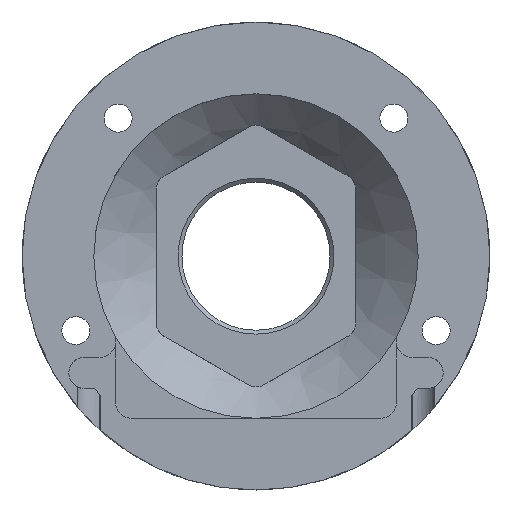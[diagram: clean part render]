
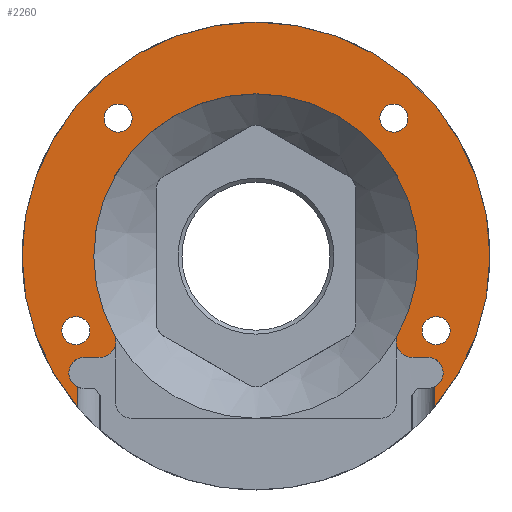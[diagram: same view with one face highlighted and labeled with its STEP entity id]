
A CAD part, top view. The second image highlights one B-rep face of the part: STEP entity #2260.
In plain terms, the highlighted planar face has unit normal (0, 0, 1).
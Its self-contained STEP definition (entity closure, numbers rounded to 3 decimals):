
#88=CARTESIAN_POINT('',(-10.,-12.055,-4.755));
#89=VERTEX_POINT('',#88);
#90=CARTESIAN_POINT('',(-9.,-11.055,-4.755));
#91=VERTEX_POINT('',#90);
#92=CARTESIAN_POINT('',(-10.,-11.055,-4.755));
#93=DIRECTION('',(0.,0.,1.));
#94=DIRECTION('',(0.,-1.,0.));
#95=AXIS2_PLACEMENT_3D('',#92,#93,#94);
#96=CIRCLE('',#95,1.);
#97=EDGE_CURVE('',#89,#91,#96,.T.);
#130=CARTESIAN_POINT('',(9.,-11.055,-4.755));
#131=VERTEX_POINT('',#130);
#132=CARTESIAN_POINT('',(10.,-12.055,-4.755));
#133=VERTEX_POINT('',#132);
#134=CARTESIAN_POINT('',(10.,-11.055,-4.755));
#135=DIRECTION('',(0.,0.,1.));
#136=DIRECTION('',(0.,-1.,0.));
#137=AXIS2_PLACEMENT_3D('',#134,#135,#136);
#138=CIRCLE('',#137,1.);
#139=EDGE_CURVE('',#131,#133,#138,.T.);
#195=CARTESIAN_POINT('',(-11.464,-13.941,-4.755));
#196=VERTEX_POINT('',#195);
#210=CARTESIAN_POINT('',(-11.464,-15.228,-4.755));
#211=VERTEX_POINT('',#210);
#212=CARTESIAN_POINT('',(-11.464,-13.941,-4.755));
#213=DIRECTION('',(0.,-1.,0.));
#214=VECTOR('',#213,1.288);
#215=LINE('',#212,#214);
#216=EDGE_CURVE('',#196,#211,#215,.T.);
#259=CARTESIAN_POINT('',(11.464,-15.228,-4.755));
#260=VERTEX_POINT('',#259);
#283=CARTESIAN_POINT('',(11.464,-13.941,-4.755));
#284=VERTEX_POINT('',#283);
#285=CARTESIAN_POINT('',(11.464,-13.941,-4.755));
#286=DIRECTION('',(0.,-1.,0.));
#287=VECTOR('',#286,1.288);
#288=LINE('',#285,#287);
#289=EDGE_CURVE('',#284,#260,#288,.T.);
#582=CARTESIAN_POINT('',(-8.839,4.184,-4.755));
#583=VERTEX_POINT('',#582);
#593=CARTESIAN_POINT('',(-8.839,3.284,-4.755));
#594=DIRECTION('',(-0.,0.,1.));
#595=DIRECTION('',(0.,1.,-0.));
#596=AXIS2_PLACEMENT_3D('',#593,#594,#595);
#597=CIRCLE('',#596,0.9);
#598=EDGE_CURVE('',#583,#583,#597,.T.);
#855=CARTESIAN_POINT('',(-11.548,-9.439,-4.755));
#856=VERTEX_POINT('',#855);
#866=CARTESIAN_POINT('',(-11.548,-10.339,-4.755));
#867=DIRECTION('',(-0.,0.,1.));
#868=DIRECTION('',(0.,1.,-0.));
#869=AXIS2_PLACEMENT_3D('',#866,#867,#868);
#870=CIRCLE('',#869,0.9);
#871=EDGE_CURVE('',#856,#856,#870,.T.);
#1130=CARTESIAN_POINT('',(11.548,-9.439,-4.755));
#1131=VERTEX_POINT('',#1130);
#1141=CARTESIAN_POINT('',(11.548,-10.339,-4.755));
#1142=DIRECTION('',(-0.,0.,1.));
#1143=DIRECTION('',(0.,1.,-0.));
#1144=AXIS2_PLACEMENT_3D('',#1141,#1142,#1143);
#1145=CIRCLE('',#1144,0.9);
#1146=EDGE_CURVE('',#1131,#1131,#1145,.T.);
#1406=CARTESIAN_POINT('',(8.839,4.184,-4.755));
#1407=VERTEX_POINT('',#1406);
#1417=CARTESIAN_POINT('',(8.839,3.284,-4.755));
#1418=DIRECTION('',(-0.,0.,1.));
#1419=DIRECTION('',(0.,1.,-0.));
#1420=AXIS2_PLACEMENT_3D('',#1417,#1418,#1419);
#1421=CIRCLE('',#1420,0.9);
#1422=EDGE_CURVE('',#1407,#1407,#1421,.T.);
#1441=CARTESIAN_POINT('',(-11.,-12.055,-4.755));
#1442=VERTEX_POINT('',#1441);
#1443=CARTESIAN_POINT('',(-10.,-12.055,-4.755));
#1444=DIRECTION('',(-1.,-0.,0.));
#1445=VECTOR('',#1444,1.);
#1446=LINE('',#1443,#1445);
#1447=EDGE_CURVE('',#89,#1442,#1446,.T.);
#1463=CARTESIAN_POINT('',(11.,-12.055,-4.755));
#1464=VERTEX_POINT('',#1463);
#1465=CARTESIAN_POINT('',(11.,-12.055,-4.755));
#1466=DIRECTION('',(-1.,-0.,0.));
#1467=VECTOR('',#1466,1.);
#1468=LINE('',#1465,#1467);
#1469=EDGE_CURVE('',#1464,#133,#1468,.T.);
#1918=CARTESIAN_POINT('',(9.,-10.767,-4.755));
#1919=VERTEX_POINT('',#1918);
#1926=CARTESIAN_POINT('',(-9.,-10.767,-4.755));
#1927=VERTEX_POINT('',#1926);
#1928=CARTESIAN_POINT('',(0.,-5.555,-4.755));
#1929=DIRECTION('',(0.,-0.,1.));
#1930=DIRECTION('',(0.,-1.,-0.));
#1931=AXIS2_PLACEMENT_3D('',#1928,#1929,#1930);
#1932=CIRCLE('',#1931,10.4);
#1933=EDGE_CURVE('',#1919,#1927,#1932,.T.);
#2040=CARTESIAN_POINT('',(9.,-11.055,-4.755));
#2041=DIRECTION('',(0.,1.,-0.));
#2042=VECTOR('',#2041,0.288);
#2043=LINE('',#2040,#2042);
#2044=EDGE_CURVE('',#131,#1919,#2043,.T.);
#2090=CARTESIAN_POINT('',(-9.,-10.767,-4.755));
#2091=DIRECTION('',(0.,-1.,0.));
#2092=VECTOR('',#2091,0.288);
#2093=LINE('',#2090,#2092);
#2094=EDGE_CURVE('',#1927,#91,#2093,.T.);
#2190=CARTESIAN_POINT('',(0.,-5.555,-4.755));
#2191=DIRECTION('',(0.,0.,1.));
#2192=DIRECTION('',(0.,-1.,0.));
#2193=AXIS2_PLACEMENT_3D('',#2190,#2191,#2192);
#2194=CIRCLE('',#2193,15.);
#2195=EDGE_CURVE('',#260,#211,#2194,.T.);
#2217=CARTESIAN_POINT('',(0.,-5.555,-4.755));
#2218=DIRECTION('',(0.,0.,1.));
#2219=DIRECTION('',(0.,-1.,0.));
#2220=AXIS2_PLACEMENT_3D('',#2217,#2218,#2219);
#2221=PLANE('',#2220);
#2222=ORIENTED_EDGE('',*,*,#1422,.F.);
#2223=EDGE_LOOP('',(#2222));
#2224=FACE_BOUND('',#2223,.T.);
#2225=ORIENTED_EDGE('',*,*,#1146,.F.);
#2226=EDGE_LOOP('',(#2225));
#2227=FACE_BOUND('',#2226,.T.);
#2228=ORIENTED_EDGE('',*,*,#871,.F.);
#2229=EDGE_LOOP('',(#2228));
#2230=FACE_BOUND('',#2229,.T.);
#2231=ORIENTED_EDGE('',*,*,#598,.F.);
#2232=EDGE_LOOP('',(#2231));
#2233=FACE_BOUND('',#2232,.T.);
#2234=ORIENTED_EDGE('',*,*,#1447,.F.);
#2235=ORIENTED_EDGE('',*,*,#97,.T.);
#2236=ORIENTED_EDGE('',*,*,#2094,.F.);
#2237=ORIENTED_EDGE('',*,*,#1933,.F.);
#2238=ORIENTED_EDGE('',*,*,#2044,.F.);
#2239=ORIENTED_EDGE('',*,*,#139,.T.);
#2240=ORIENTED_EDGE('',*,*,#1469,.F.);
#2241=CARTESIAN_POINT('',(11.,-13.055,-4.755));
#2242=DIRECTION('',(0.,-0.,-1.));
#2243=DIRECTION('',(0.,1.,-0.));
#2244=AXIS2_PLACEMENT_3D('',#2241,#2242,#2243);
#2245=CIRCLE('',#2244,1.);
#2246=EDGE_CURVE('',#1464,#284,#2245,.T.);
#2247=ORIENTED_EDGE('',*,*,#2246,.T.);
#2248=ORIENTED_EDGE('',*,*,#289,.T.);
#2249=ORIENTED_EDGE('',*,*,#2195,.T.);
#2250=ORIENTED_EDGE('',*,*,#216,.F.);
#2251=CARTESIAN_POINT('',(-11.,-13.055,-4.755));
#2252=DIRECTION('',(-0.,0.,1.));
#2253=DIRECTION('',(0.,1.,-0.));
#2254=AXIS2_PLACEMENT_3D('',#2251,#2252,#2253);
#2255=CIRCLE('',#2254,1.);
#2256=EDGE_CURVE('',#1442,#196,#2255,.T.);
#2257=ORIENTED_EDGE('',*,*,#2256,.F.);
#2258=EDGE_LOOP('',(#2234,#2235,#2236,#2237,#2238,#2239,#2240,#2247,#2248,#2249,#2250,#2257));
#2259=FACE_BOUND('',#2258,.T.);
#2260=ADVANCED_FACE('',(#2224,#2227,#2230,#2233,#2259),#2221,.T.);
